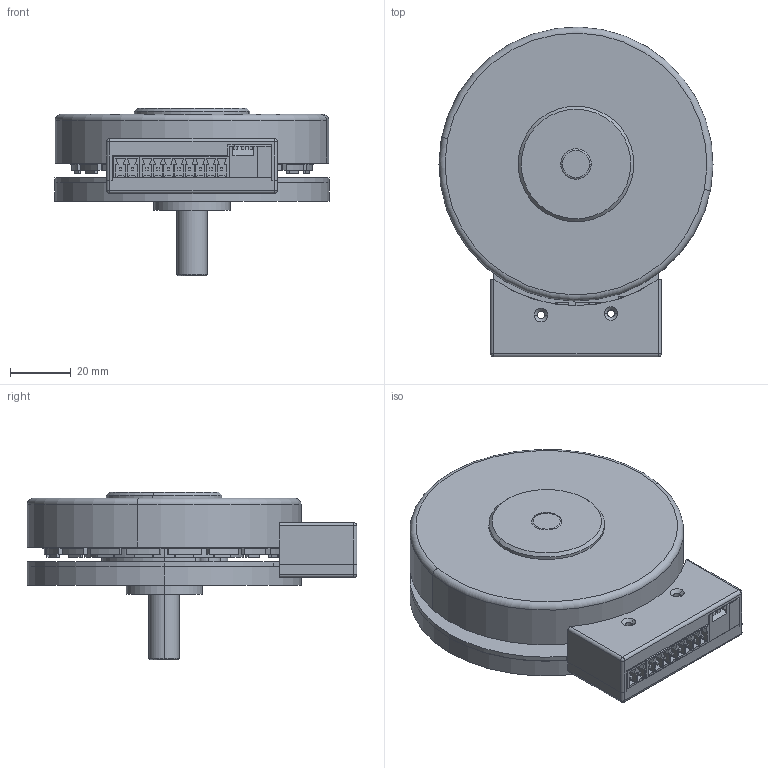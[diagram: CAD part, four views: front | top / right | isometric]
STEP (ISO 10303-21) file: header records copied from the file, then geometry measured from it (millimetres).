
FILE_DESCRIPTION (( 'STEP AP203' ), '1' );
FILE_NAME ('BLID90.STEP', '2020-01-15T07:18:31', ( '' ), ( '' ), 'SwSTEP 2.0', 'SolidWorks 2015', '' );
FILE_SCHEMA (( 'CONFIG_CONTROL_DESIGN' ));
Length unit declared in the file: millimetre
Products named in the file (10): BLID90; 狟褲; 隅赽殤諾釱; IntDrv_housing_9027; 90W假蚾啣; 粣; 呿蹋奻裔; 隅赽; 90W儂褲; 粣創
Assembly tree (10 placements, depth 2):
  BLID90
    IntDrv_housing_9027
    90W假蚾啣
    隅赽殤諾釱
    隅赽
    90W儂褲
    狟褲
    呿蹋奻裔
    粣創  x2
    粣
Bounding box: 90 x 108.33 x 55 mm (x, y, z)
Volume: 115911 mm3; surface area: 89321.7 mm2
Topology: 18 solids, 18 shells, 844 faces, 2201 edges, 1448 vertices
Faces by surface type: plane 577, cylinder 243, cone 12, torus 8, sphere 4
Entity records: 26457 total; most frequent: CARTESIAN_POINT 4424, DIRECTION 4343, ORIENTED_EDGE 4322, EDGE_CURVE 2161, VECTOR 1657, LINE 1657, VERTEX_POINT 1424, AXIS2_PLACEMENT_3D 1343
